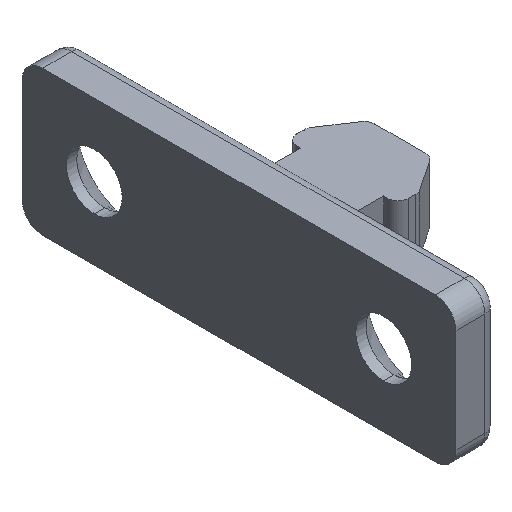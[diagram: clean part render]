
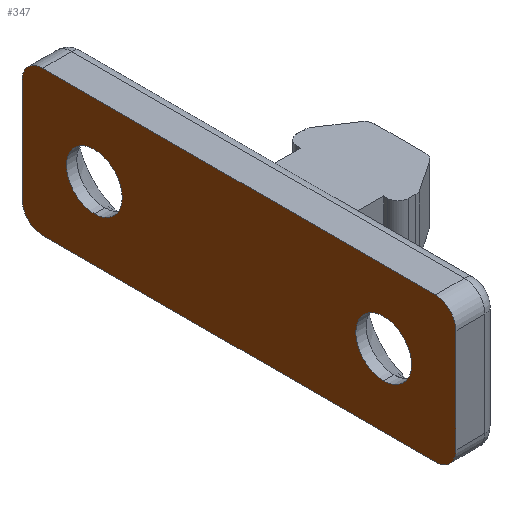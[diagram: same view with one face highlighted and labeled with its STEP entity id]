
A CAD part, isometric view. The second image highlights one B-rep face of the part: STEP entity #347.
In plain terms, the highlighted planar face has unit normal (-1, 0, 0).
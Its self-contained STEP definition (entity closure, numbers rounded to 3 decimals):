
#14 = AXIS2_PLACEMENT_3D ( 'NONE', #35, #36, #37 ) ;
#29 = CARTESIAN_POINT ( 'NONE',  ( -7.8, 9.5, -2.5 ) ) ;
#30 = DIRECTION ( 'NONE',  ( -1., 0., 0. ) ) ;
#31 = DIRECTION ( 'NONE',  ( 0., 0., 1. ) ) ;
#35 = CARTESIAN_POINT ( 'NONE',  ( -7.8, 9.5, 2.5 ) ) ;
#36 = DIRECTION ( 'NONE',  ( -1., 0., 0. ) ) ;
#37 = DIRECTION ( 'NONE',  ( 0., 0., 1. ) ) ;
#86 = CARTESIAN_POINT ( 'NONE',  ( -7.8, -9.5, -2.5 ) ) ;
#143 = EDGE_LOOP ( 'NONE', ( #708, #748 ) ) ;
#144 = EDGE_LOOP ( 'NONE', ( #709, #751 ) ) ;
#145 = EDGE_LOOP ( 'NONE', ( #710, #750, #747, #749, #745, #746, #744, #743 ) ) ;
#152 = VERTEX_POINT ( 'NONE', #790 ) ;
#153 = VERTEX_POINT ( 'NONE', #791 ) ;
#173 = VECTOR ( 'NONE', #887, 1000. ) ;
#182 = VECTOR ( 'NONE', #908, 1000. ) ;
#210 = AXIS2_PLACEMENT_3D ( 'NONE', #593, #594, #595 ) ;
#235 = EDGE_CURVE ( 'NONE', #153, #152, #359, .T. ) ;
#246 = EDGE_CURVE ( 'NONE', #674, #675, #366, .T. ) ;
#262 = EDGE_CURVE ( 'NONE', #1247, #667, #373, .T. ) ;
#264 = EDGE_CURVE ( 'NONE', #678, #679, #375, .T. ) ;
#281 = EDGE_CURVE ( 'NONE', #670, #671, #379, .T. ) ;
#298 = EDGE_CURVE ( 'NONE', #152, #153, #386, .T. ) ;
#314 = EDGE_CURVE ( 'NONE', #760, #761, #393, .T. ) ;
#347 = ADVANCED_FACE ( 'NONE', ( #1405, #1403, #1409 ), #1093, .T. ) ;
#359 = CIRCLE ( 'NONE', #210, 1.35 ) ;
#366 = CIRCLE ( 'NONE', #1436, 1. ) ;
#373 = CIRCLE ( 'NONE', #581, 1. ) ;
#375 = CIRCLE ( 'NONE', #14, 1. ) ;
#379 = CIRCLE ( 'NONE', #1377, 1. ) ;
#386 = CIRCLE ( 'NONE', #588, 1.35 ) ;
#393 = CIRCLE ( 'NONE', #979, 1.35 ) ;
#403 = CIRCLE ( 'NONE', #1023, 1.35 ) ;
#428 = DIRECTION ( 'NONE',  ( -1., 0., 0. ) ) ;
#429 = DIRECTION ( 'NONE',  ( 0., 0., 1. ) ) ;
#480 = CARTESIAN_POINT ( 'NONE',  ( -7.8, -7., 0. ) ) ;
#481 = DIRECTION ( 'NONE',  ( 1., 0., 0. ) ) ;
#482 = DIRECTION ( 'NONE',  ( 0., 0., -1. ) ) ;
#519 = CARTESIAN_POINT ( 'NONE',  ( -7.8, 7., 0. ) ) ;
#529 = DIRECTION ( 'NONE',  ( 1., 0., 0. ) ) ;
#530 = DIRECTION ( 'NONE',  ( 0., 0., -1. ) ) ;
#581 = AXIS2_PLACEMENT_3D ( 'NONE', #29, #30, #31 ) ;
#588 = AXIS2_PLACEMENT_3D ( 'NONE', #480, #481, #482 ) ;
#593 = CARTESIAN_POINT ( 'NONE',  ( -7.8, -7., 0. ) ) ;
#594 = DIRECTION ( 'NONE',  ( 1., 0., 0. ) ) ;
#595 = DIRECTION ( 'NONE',  ( 0., 0., -1. ) ) ;
#627 = CARTESIAN_POINT ( 'NONE',  ( -7.8, -9.5, 2.5 ) ) ;
#628 = DIRECTION ( 'NONE',  ( -1., 0., 0. ) ) ;
#629 = DIRECTION ( 'NONE',  ( 0., 0., 1. ) ) ;
#667 = VERTEX_POINT ( 'NONE', #1133 ) ;
#670 = VERTEX_POINT ( 'NONE', #1136 ) ;
#671 = VERTEX_POINT ( 'NONE', #1137 ) ;
#674 = VERTEX_POINT ( 'NONE', #1140 ) ;
#675 = VERTEX_POINT ( 'NONE', #1141 ) ;
#678 = VERTEX_POINT ( 'NONE', #1144 ) ;
#679 = VERTEX_POINT ( 'NONE', #1145 ) ;
#708 = ORIENTED_EDGE ( 'NONE', *, *, #1356, .T. ) ;
#709 = ORIENTED_EDGE ( 'NONE', *, *, #235, .T. ) ;
#710 = ORIENTED_EDGE ( 'NONE', *, *, #1357, .T. ) ;
#743 = ORIENTED_EDGE ( 'NONE', *, *, #264, .T. ) ;
#744 = ORIENTED_EDGE ( 'NONE', *, *, #1348, .T. ) ;
#745 = ORIENTED_EDGE ( 'NONE', *, *, #1342, .T. ) ;
#746 = ORIENTED_EDGE ( 'NONE', *, *, #246, .T. ) ;
#747 = ORIENTED_EDGE ( 'NONE', *, *, #1350, .T. ) ;
#748 = ORIENTED_EDGE ( 'NONE', *, *, #314, .T. ) ;
#749 = ORIENTED_EDGE ( 'NONE', *, *, #281, .T. ) ;
#750 = ORIENTED_EDGE ( 'NONE', *, *, #262, .T. ) ;
#751 = ORIENTED_EDGE ( 'NONE', *, *, #298, .T. ) ;
#760 = VERTEX_POINT ( 'NONE', #1153 ) ;
#761 = VERTEX_POINT ( 'NONE', #1154 ) ;
#790 = CARTESIAN_POINT ( 'NONE',  ( -7.8, -7., 1.35 ) ) ;
#791 = CARTESIAN_POINT ( 'NONE',  ( -7.8, -7., -1.35 ) ) ;
#879 = LINE ( 'NONE', #880, #1031 ) ;
#880 = CARTESIAN_POINT ( 'NONE',  ( -7.8, 10.5, 3.5 ) ) ;
#881 = DIRECTION ( 'NONE',  ( 0., 1., 0. ) ) ;
#885 = LINE ( 'NONE', #886, #173 ) ;
#886 = CARTESIAN_POINT ( 'NONE',  ( -7.8, 10.5, -3.5 ) ) ;
#887 = DIRECTION ( 'NONE',  ( 0., -1., 0. ) ) ;
#902 = CARTESIAN_POINT ( 'NONE',  ( -7.8, 7., 0. ) ) ;
#903 = DIRECTION ( 'NONE',  ( 1., 0., 0. ) ) ;
#904 = DIRECTION ( 'NONE',  ( 0., 0., -1. ) ) ;
#906 = LINE ( 'NONE', #907, #182 ) ;
#907 = CARTESIAN_POINT ( 'NONE',  ( -7.8, 10.5, -3.5 ) ) ;
#908 = DIRECTION ( 'NONE',  ( 0., 0., -1. ) ) ;
#979 = AXIS2_PLACEMENT_3D ( 'NONE', #519, #529, #530 ) ;
#1023 = AXIS2_PLACEMENT_3D ( 'NONE', #902, #903, #904 ) ;
#1025 = VECTOR ( 'NONE', #1175, 1000. ) ;
#1031 = VECTOR ( 'NONE', #881, 1000. ) ;
#1093 = PLANE ( 'NONE',  #1411 ) ;
#1094 = CARTESIAN_POINT ( 'NONE',  ( -7.8, 0., 0. ) ) ;
#1095 = DIRECTION ( 'NONE',  ( -1., 0., 0. ) ) ;
#1096 = DIRECTION ( 'NONE',  ( 0., 0., 1. ) ) ;
#1133 = CARTESIAN_POINT ( 'NONE',  ( -7.8, 9.5, -3.5 ) ) ;
#1136 = CARTESIAN_POINT ( 'NONE',  ( -7.8, -9.5, -3.5 ) ) ;
#1137 = CARTESIAN_POINT ( 'NONE',  ( -7.8, -10.5, -2.5 ) ) ;
#1140 = CARTESIAN_POINT ( 'NONE',  ( -7.8, -10.5, 2.5 ) ) ;
#1141 = CARTESIAN_POINT ( 'NONE',  ( -7.8, -9.5, 3.5 ) ) ;
#1144 = CARTESIAN_POINT ( 'NONE',  ( -7.8, 9.5, 3.5 ) ) ;
#1145 = CARTESIAN_POINT ( 'NONE',  ( -7.8, 10.5, 2.5 ) ) ;
#1153 = CARTESIAN_POINT ( 'NONE',  ( -7.8, 7., 1.35 ) ) ;
#1154 = CARTESIAN_POINT ( 'NONE',  ( -7.8, 7., -1.35 ) ) ;
#1158 = CARTESIAN_POINT ( 'NONE',  ( -7.8, 10.5, -2.5 ) ) ;
#1173 = LINE ( 'NONE', #1174, #1025 ) ;
#1174 = CARTESIAN_POINT ( 'NONE',  ( -7.8, -10.5, -3.5 ) ) ;
#1175 = DIRECTION ( 'NONE',  ( 0., 0., 1. ) ) ;
#1247 = VERTEX_POINT ( 'NONE', #1158 ) ;
#1342 = EDGE_CURVE ( 'NONE', #671, #674, #1173, .T. ) ;
#1348 = EDGE_CURVE ( 'NONE', #675, #678, #879, .T. ) ;
#1350 = EDGE_CURVE ( 'NONE', #667, #670, #885, .T. ) ;
#1356 = EDGE_CURVE ( 'NONE', #761, #760, #403, .T. ) ;
#1357 = EDGE_CURVE ( 'NONE', #679, #1247, #906, .T. ) ;
#1377 = AXIS2_PLACEMENT_3D ( 'NONE', #86, #428, #429 ) ;
#1403 = FACE_BOUND ( 'NONE', #144, .T. ) ;
#1405 = FACE_BOUND ( 'NONE', #143, .T. ) ;
#1409 = FACE_OUTER_BOUND ( 'NONE', #145, .T. ) ;
#1411 = AXIS2_PLACEMENT_3D ( 'NONE', #1094, #1095, #1096 ) ;
#1436 = AXIS2_PLACEMENT_3D ( 'NONE', #627, #628, #629 ) ;
